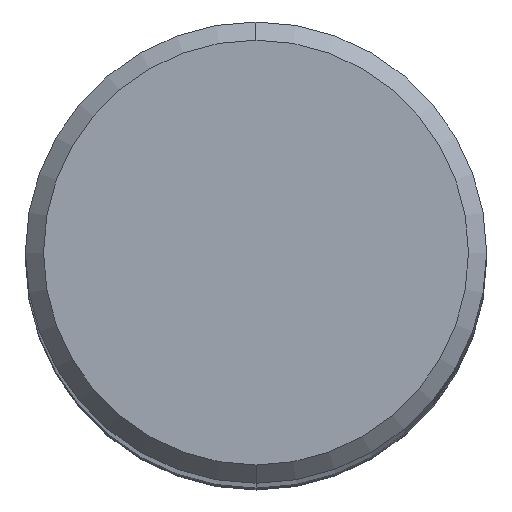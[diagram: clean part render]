
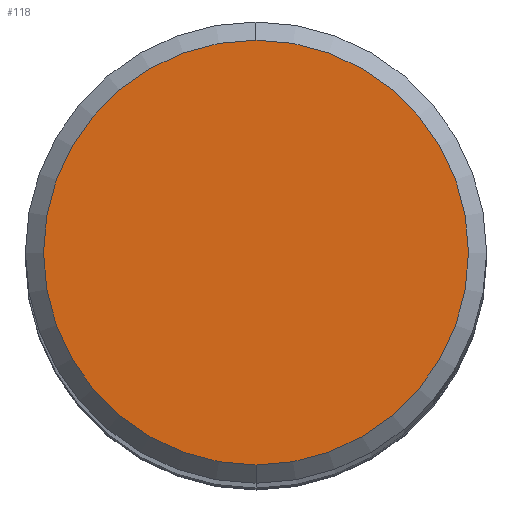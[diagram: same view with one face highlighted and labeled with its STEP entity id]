
A CAD part, top view. The second image highlights one B-rep face of the part: STEP entity #118.
In plain terms, the highlighted planar face has unit normal (0, 0, 1).
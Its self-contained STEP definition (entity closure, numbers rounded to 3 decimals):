
#53=PLANE('',#1019);
#118=ADVANCED_FACE('',(#189),#53,.F.);
#189=FACE_OUTER_BOUND('',#243,.T.);
#243=EDGE_LOOP('',(#405,#406));
#405=ORIENTED_EDGE('',*,*,#608,.T.);
#406=ORIENTED_EDGE('',*,*,#610,.T.);
#515=VERTEX_POINT('',#1553);
#516=VERTEX_POINT('',#1555);
#608=EDGE_CURVE('',#516,#515,#704,.T.);
#610=EDGE_CURVE('',#515,#516,#705,.T.);
#704=CIRCLE('',#1015,11.7);
#705=CIRCLE('',#1017,11.7);
#1015=AXIS2_PLACEMENT_3D('',#1554,#1288,#1289);
#1017=AXIS2_PLACEMENT_3D('',#1558,#1293,#1294);
#1019=AXIS2_PLACEMENT_3D('',#1560,#1297,#1298);
#1288=DIRECTION('',(0.,0.,1.));
#1289=DIRECTION('',(0.,1.,0.));
#1293=DIRECTION('',(0.,0.,1.));
#1294=DIRECTION('',(0.,-1.,0.));
#1297=DIRECTION('',(0.,0.,-1.));
#1298=DIRECTION('',(0.,1.,0.));
#1553=CARTESIAN_POINT('',(0.,-11.7,0.));
#1554=CARTESIAN_POINT('',(0.,0.,0.));
#1555=CARTESIAN_POINT('',(0.,11.7,0.));
#1558=CARTESIAN_POINT('',(0.,0.,0.));
#1560=CARTESIAN_POINT('',(0.,0.,0.));
